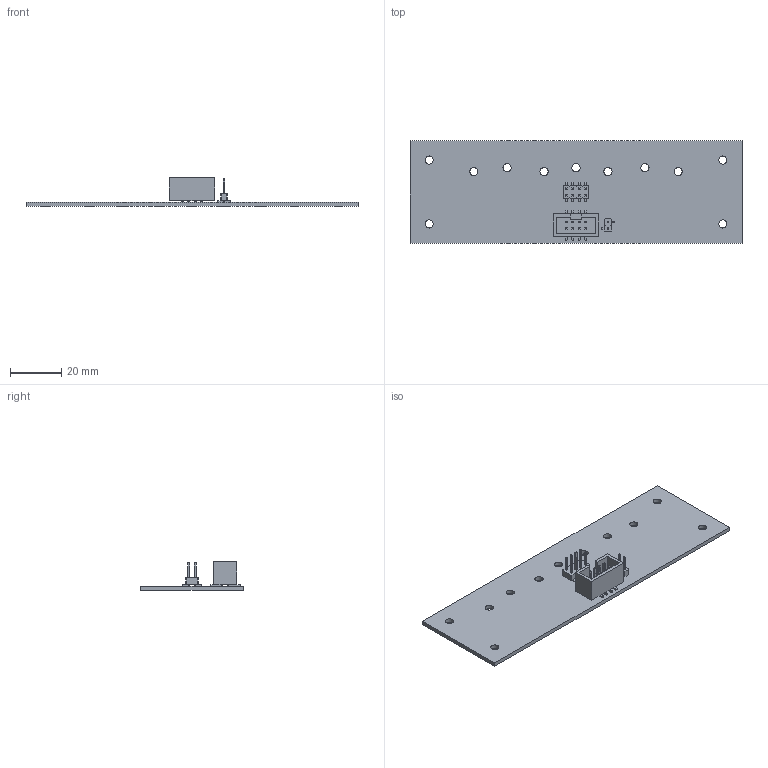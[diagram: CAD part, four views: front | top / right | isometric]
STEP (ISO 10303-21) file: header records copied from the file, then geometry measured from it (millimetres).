
FILE_DESCRIPTION(('KiCad electronic assembly'),'2;1');
FILE_NAME('carrier.step','2024-12-31T08:53:54',('Pcbnew'),('Kicad'), 'Open CASCADE STEP processor 7.7','KiCad to STEP converter','Unknown' );
FILE_SCHEMA(('AUTOMOTIVE_DESIGN { 1 0 10303 214 1 1 1 1 }'));
Length unit declared in the file: millimetre
Products named in the file (8): carrier 1; PinHeader_1x02_P2.54mm_Vertical_SMD_Pin1Right; PinHeader_1x02_P254mm_Vertical_SMD_Pin1Right; PinHeader_2x04_P2.54mm_Vertical_SMD; PinHeader_2x04_P254mm_Vertical_SMD; IDC-Header_2x04_P2.54mm_Vertical_SMD; IDC_Header_2x04_P254mm_Vertical_SMD; carrier_PCB
Assembly tree (7 placements, depth 3):
  carrier 1
    PinHeader_1x02_P2.54mm_Vertical_SMD_Pin1Right
      PinHeader_1x02_P254mm_Vertical_SMD_Pin1Right
    PinHeader_2x04_P2.54mm_Vertical_SMD
      PinHeader_2x04_P254mm_Vertical_SMD
    IDC-Header_2x04_P2.54mm_Vertical_SMD
      IDC_Header_2x04_P254mm_Vertical_SMD
    carrier_PCB
Bounding box: 130 x 40 x 11.29 mm (x, y, z)
Volume: 9213.1 mm3; surface area: 12613.9 mm2
Topology: 4 solids, 4 shells, 439 faces, 1065 edges, 662 vertices
Faces by surface type: plane 410, cylinder 29
Full cylindrical faces by diameter (mm): 3.2 x11
Entity records: 15466 total; most frequent: CARTESIAN_POINT 2174, ORIENTED_EDGE 2130, DIRECTION 2017, EDGE_CURVE 1065, LINE 1007, VECTOR 1007, VERTEX_POINT 662, AXIS2_PLACEMENT_3D 505
